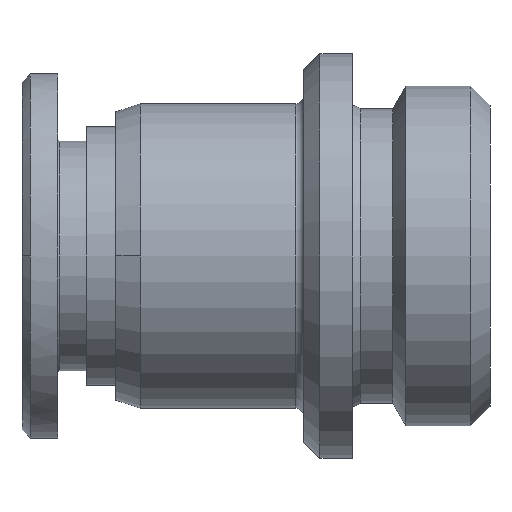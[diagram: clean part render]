
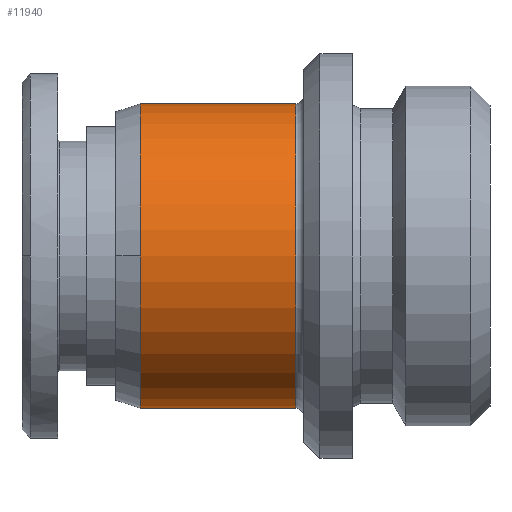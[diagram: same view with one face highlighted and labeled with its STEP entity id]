
A CAD part, front view. The second image highlights one B-rep face of the part: STEP entity #11940.
In plain terms, the highlighted cylindrical face has radius 9.4 mm (diameter 18.8 mm), a partial arc.
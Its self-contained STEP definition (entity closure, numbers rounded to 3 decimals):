
#29 = CARTESIAN_POINT ( 'NONE',  ( 15.654, 0., -5.017 ) ) ;
#78 = AXIS2_PLACEMENT_3D ( 'NONE', #29, #5494, #11087 ) ;
#259 = VECTOR ( 'NONE', #3381, 1000. ) ;
#384 = AXIS2_PLACEMENT_3D ( 'NONE', #9203, #2498, #16092 ) ;
#759 = CARTESIAN_POINT ( 'NONE',  ( 15.654, -9.4, -5.017 ) ) ;
#2498 = DIRECTION ( 'NONE',  ( -1., 0., 0. ) ) ;
#2759 = ORIENTED_EDGE ( 'NONE', *, *, #16862, .T. ) ;
#3381 = DIRECTION ( 'NONE',  ( 1., 0., 0. ) ) ;
#3433 = VERTEX_POINT ( 'NONE', #759 ) ;
#3989 = CARTESIAN_POINT ( 'NONE',  ( 15.654, 0., -14.417 ) ) ;
#4038 = AXIS2_PLACEMENT_3D ( 'NONE', #5093, #13335, #6477 ) ;
#4143 = CARTESIAN_POINT ( 'NONE',  ( 25.254, 0., 4.383 ) ) ;
#4196 = DIRECTION ( 'NONE',  ( 1., 0., 0. ) ) ;
#5093 = CARTESIAN_POINT ( 'NONE',  ( 25.254, 0., -5.017 ) ) ;
#5209 = ORIENTED_EDGE ( 'NONE', *, *, #7414, .F. ) ;
#5275 = CIRCLE ( 'NONE', #384, 9.4 ) ;
#5490 = CARTESIAN_POINT ( 'NONE',  ( 20.704, 0., -5.017 ) ) ;
#5494 = DIRECTION ( 'NONE',  ( -1., 0., 0. ) ) ;
#5573 = EDGE_CURVE ( 'NONE', #9861, #14701, #13617, .T. ) ;
#5665 = ORIENTED_EDGE ( 'NONE', *, *, #15453, .T. ) ;
#6477 = DIRECTION ( 'NONE',  ( 0., 0., -1. ) ) ;
#6879 = ORIENTED_EDGE ( 'NONE', *, *, #12545, .F. ) ;
#7029 = EDGE_LOOP ( 'NONE', ( #7719, #6879, #5209, #2759, #5665 ) ) ;
#7045 = CARTESIAN_POINT ( 'NONE',  ( 20.704, 0., 4.383 ) ) ;
#7414 = EDGE_CURVE ( 'NONE', #9536, #3433, #14108, .T. ) ;
#7719 = ORIENTED_EDGE ( 'NONE', *, *, #5573, .F. ) ;
#8038 = VECTOR ( 'NONE', #9833, 1000. ) ;
#9203 = CARTESIAN_POINT ( 'NONE',  ( 15.654, 0., -5.017 ) ) ;
#9536 = VERTEX_POINT ( 'NONE', #3989 ) ;
#9833 = DIRECTION ( 'NONE',  ( 1., 0., 0. ) ) ;
#9861 = VERTEX_POINT ( 'NONE', #15082 ) ;
#10757 = CARTESIAN_POINT ( 'NONE',  ( 25.254, 0., -14.417 ) ) ;
#10870 = LINE ( 'NONE', #11667, #259 ) ;
#11087 = DIRECTION ( 'NONE',  ( 0., 0., 1. ) ) ;
#11134 = DIRECTION ( 'NONE',  ( 0., 0., -1. ) ) ;
#11667 = CARTESIAN_POINT ( 'NONE',  ( 20.704, 0., -14.417 ) ) ;
#11940 = ADVANCED_FACE ( 'NONE', ( #17745 ), #14733, .T. ) ;
#12545 = EDGE_CURVE ( 'NONE', #3433, #9861, #5275, .T. ) ;
#13335 = DIRECTION ( 'NONE',  ( -1., 0., 0. ) ) ;
#13617 = LINE ( 'NONE', #7045, #8038 ) ;
#14043 = VERTEX_POINT ( 'NONE', #10757 ) ;
#14108 = CIRCLE ( 'NONE', #78, 9.4 ) ;
#14266 = CIRCLE ( 'NONE', #4038, 9.4 ) ;
#14701 = VERTEX_POINT ( 'NONE', #4143 ) ;
#14733 = CYLINDRICAL_SURFACE ( 'NONE', #15490, 9.4 ) ;
#15082 = CARTESIAN_POINT ( 'NONE',  ( 15.654, 0., 4.383 ) ) ;
#15453 = EDGE_CURVE ( 'NONE', #14043, #14701, #14266, .T. ) ;
#15490 = AXIS2_PLACEMENT_3D ( 'NONE', #5490, #4196, #11134 ) ;
#16092 = DIRECTION ( 'NONE',  ( 0., 0., 1. ) ) ;
#16862 = EDGE_CURVE ( 'NONE', #9536, #14043, #10870, .T. ) ;
#17745 = FACE_OUTER_BOUND ( 'NONE', #7029, .T. ) ;
